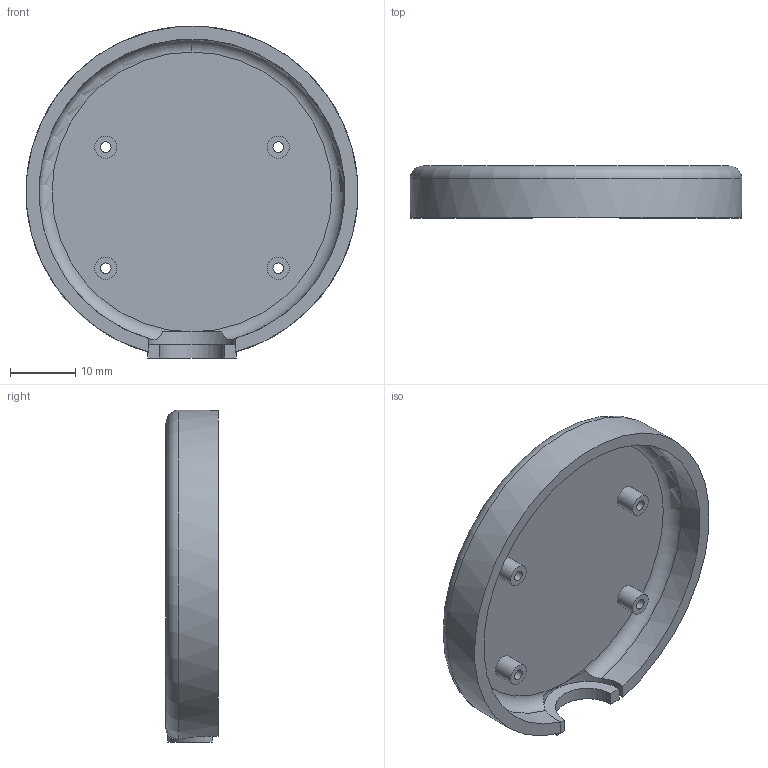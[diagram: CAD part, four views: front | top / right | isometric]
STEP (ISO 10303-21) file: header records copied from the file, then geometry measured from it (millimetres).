
FILE_DESCRIPTION(/* description */ (''),/* implementation_level */ '2;1');
FILE_NAME(/* name */ 'Eye Back.step',/* time_stamp */ '2025-10-30T18:06:31Z',/* author */ (''),/* organization */ (''),/* preprocessor_version */ 'ST-DEVELOPER v20.1',/* originating_system */ 'Autodesk Translation Framework v14.17.0.0',/* authorisation */ '');
FILE_SCHEMA (('AUTOMOTIVE_DESIGN { 1 0 10303 214 3 1 1 }'));
Length unit declared in the file: millimetre
Products named in the file (1): Back
Bounding box: 51 x 8 x 51 mm (x, y, z)
Volume: 5838.7 mm3; surface area: 6206.6 mm2
Topology: 1 solids, 1 shells, 36 faces, 75 edges, 49 vertices
Faces by surface type: cylinder 17, plane 16, torus 3
Full cylindrical faces by diameter (mm): 1.623 x4, 3.4 x8
Entity records: 1080 total; most frequent: CARTESIAN_POINT 242, DIRECTION 176, ORIENTED_EDGE 150, AXIS2_PLACEMENT_3D 76, EDGE_CURVE 75, EDGE_LOOP 52, VERTEX_POINT 49, CIRCLE 39
